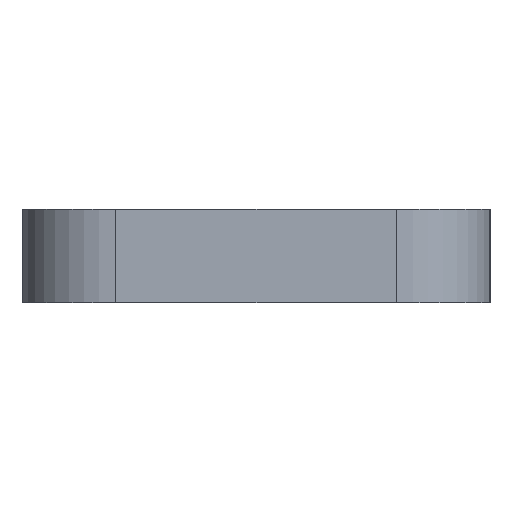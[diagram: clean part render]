
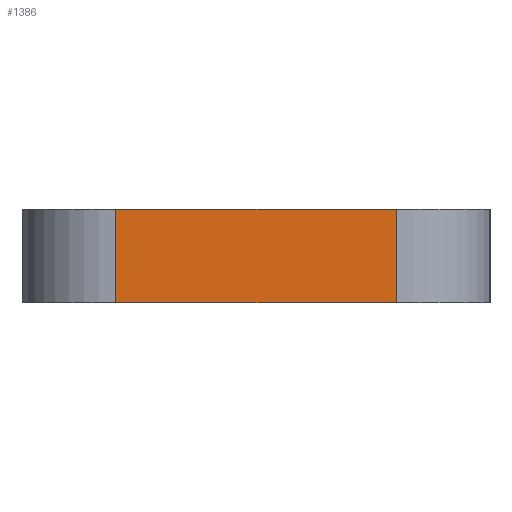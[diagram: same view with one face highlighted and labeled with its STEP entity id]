
A CAD part, left-side view. The second image highlights one B-rep face of the part: STEP entity #1386.
In plain terms, the highlighted planar face has unit normal (-1, 0, 0).
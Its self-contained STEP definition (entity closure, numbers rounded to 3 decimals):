
#26 = CARTESIAN_POINT ( 'NONE',  ( -3., 0., -5. ) ) ;
#165 = CARTESIAN_POINT ( 'NONE',  ( -3., 0., -5. ) ) ;
#180 = VERTEX_POINT ( 'NONE', #1928 ) ;
#240 = CARTESIAN_POINT ( 'NONE',  ( -3., 0., 0. ) ) ;
#261 = DIRECTION ( 'NONE',  ( 0., 0., 1. ) ) ;
#335 = LINE ( 'NONE', #1439, #1351 ) ;
#371 = DIRECTION ( 'NONE',  ( 0., 0., 1. ) ) ;
#553 = AXIS2_PLACEMENT_3D ( 'NONE', #26, #1595, #678 ) ;
#559 = VECTOR ( 'NONE', #261, 1000. ) ;
#678 = DIRECTION ( 'NONE',  ( 0., -1., 0. ) ) ;
#685 = ORIENTED_EDGE ( 'NONE', *, *, #1914, .F. ) ;
#698 = EDGE_CURVE ( 'NONE', #1724, #780, #1700, .T. ) ;
#708 = CARTESIAN_POINT ( 'NONE',  ( -3., -47.937, 0. ) ) ;
#774 = CARTESIAN_POINT ( 'NONE',  ( -3., -47.937, -5. ) ) ;
#780 = VERTEX_POINT ( 'NONE', #708 ) ;
#790 = ORIENTED_EDGE ( 'NONE', *, *, #698, .F. ) ;
#877 = DIRECTION ( 'NONE',  ( 0., -1., 0. ) ) ;
#890 = LINE ( 'NONE', #240, #1456 ) ;
#988 = VECTOR ( 'NONE', #877, 1000. ) ;
#1032 = EDGE_CURVE ( 'NONE', #1133, #180, #335, .T. ) ;
#1033 = CARTESIAN_POINT ( 'NONE',  ( -3., -62.937, -5. ) ) ;
#1112 = PLANE ( 'NONE',  #553 ) ;
#1116 = EDGE_CURVE ( 'NONE', #1724, #1133, #1598, .T. ) ;
#1133 = VERTEX_POINT ( 'NONE', #1033 ) ;
#1217 = DIRECTION ( 'NONE',  ( 0., -1., 0. ) ) ;
#1351 = VECTOR ( 'NONE', #371, 1000. ) ;
#1386 = ADVANCED_FACE ( 'NONE', ( #1629 ), #1112, .T. ) ;
#1431 = EDGE_LOOP ( 'NONE', ( #685, #790, #1901, #1695 ) ) ;
#1439 = CARTESIAN_POINT ( 'NONE',  ( -3., -62.937, -5. ) ) ;
#1456 = VECTOR ( 'NONE', #1217, 1000. ) ;
#1595 = DIRECTION ( 'NONE',  ( -1., 0., 0. ) ) ;
#1598 = LINE ( 'NONE', #165, #988 ) ;
#1629 = FACE_OUTER_BOUND ( 'NONE', #1431, .T. ) ;
#1695 = ORIENTED_EDGE ( 'NONE', *, *, #1032, .T. ) ;
#1700 = LINE ( 'NONE', #1851, #559 ) ;
#1724 = VERTEX_POINT ( 'NONE', #774 ) ;
#1851 = CARTESIAN_POINT ( 'NONE',  ( -3., -47.937, -5. ) ) ;
#1901 = ORIENTED_EDGE ( 'NONE', *, *, #1116, .T. ) ;
#1914 = EDGE_CURVE ( 'NONE', #780, #180, #890, .T. ) ;
#1928 = CARTESIAN_POINT ( 'NONE',  ( -3., -62.937, 0. ) ) ;
